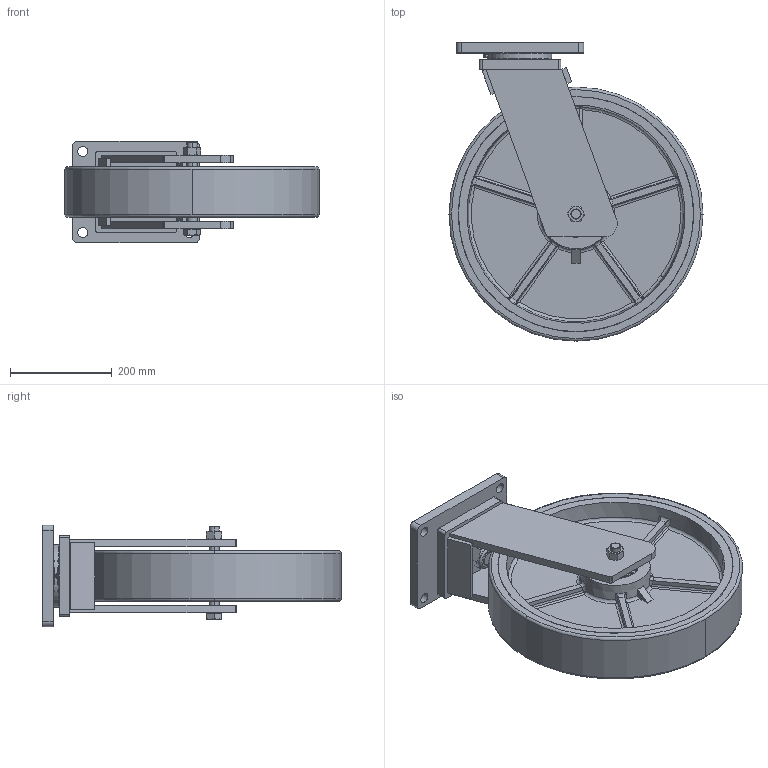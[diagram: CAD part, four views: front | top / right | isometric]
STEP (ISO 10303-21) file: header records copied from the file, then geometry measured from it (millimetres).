
FILE_DESCRIPTION (( 'STEP AP214' ), '1' );
FILE_NAME ('0012060.step', '2025-01-16T10:40:42', ( '' ), ( '' ), 'SwSTEP 2.0', 'SolidWorks 2020', '' );
FILE_SCHEMA (( 'AUTOMOTIVE_DESIGN' ));
Length unit declared in the file: millimetre
Products named in the file (1): 0012060
Bounding box: 500 x 587 x 200 mm (x, y, z)
Surface area: 1664004 mm2 (no closed solid volume)
Topology: 0 solids, 41 shells, 744 faces, 1906 edges, 1254 vertices
Faces by surface type: plane 204, cylinder 192, torus 139, cone 135, bspline 40, sphere 34
Entity records: 48078 total; most frequent: CARTESIAN_POINT 21939, DIRECTION 3698, ORIENTED_EDGE 3636, EDGE_CURVE 1826, AXIS2_PLACEMENT_3D 1591, VERTEX_POINT 1206, CIRCLE 886, EDGE_LOOP 866
